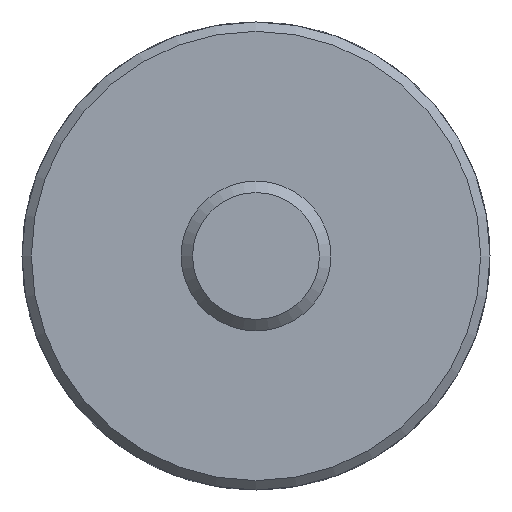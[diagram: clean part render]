
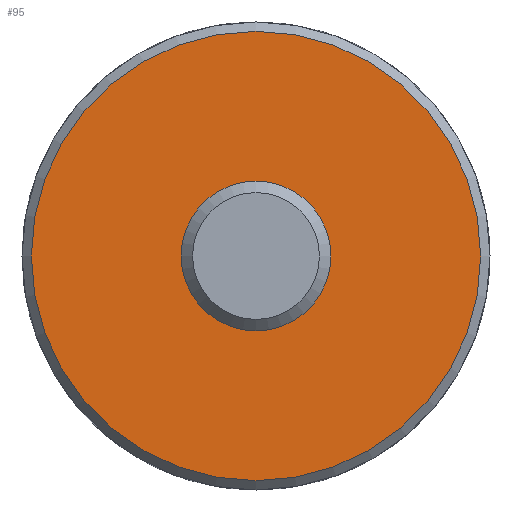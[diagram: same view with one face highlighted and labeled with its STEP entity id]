
A CAD part, front view. The second image highlights one B-rep face of the part: STEP entity #95.
In plain terms, the highlighted planar face has unit normal (0, -1, 0).
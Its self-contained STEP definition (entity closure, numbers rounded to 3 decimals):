
#95 = ADVANCED_FACE( '', ( #203, #204 ), #205, .F. );
#203 = FACE_OUTER_BOUND( '', #321, .T. );
#204 = FACE_BOUND( '', #322, .T. );
#205 = PLANE( '', #323 );
#321 = EDGE_LOOP( '', ( #491 ) );
#322 = EDGE_LOOP( '', ( #492 ) );
#323 = AXIS2_PLACEMENT_3D( '', #493, #494, #495 );
#491 = ORIENTED_EDGE( '', *, *, #600, .F. );
#492 = ORIENTED_EDGE( '', *, *, #640, .T. );
#493 = CARTESIAN_POINT( '', ( -6.5, 0., 0. ) );
#494 = DIRECTION( '', ( 0., 1., 0. ) );
#495 = DIRECTION( '', ( -1., 0., 0. ) );
#600 = EDGE_CURVE( '', #689, #689, #690, .T. );
#640 = EDGE_CURVE( '', #750, #750, #751, .T. );
#689 = VERTEX_POINT( '', #809 );
#690 = CIRCLE( '', #810, 24. );
#750 = VERTEX_POINT( '', #883 );
#751 = CIRCLE( '', #884, 6.5 );
#809 = CARTESIAN_POINT( '', ( -24., 0., 0. ) );
#810 = AXIS2_PLACEMENT_3D( '', #938, #939, #940 );
#883 = CARTESIAN_POINT( '', ( -6.5, 0., 0. ) );
#884 = AXIS2_PLACEMENT_3D( '', #987, #988, #989 );
#938 = CARTESIAN_POINT( '', ( 0., 0., 0. ) );
#939 = DIRECTION( '', ( 0., 1., 0. ) );
#940 = DIRECTION( '', ( -1., 0., 0. ) );
#987 = CARTESIAN_POINT( '', ( 0., 0., 0. ) );
#988 = DIRECTION( '', ( 0., 1., 0. ) );
#989 = DIRECTION( '', ( -1., 0., 0. ) );
